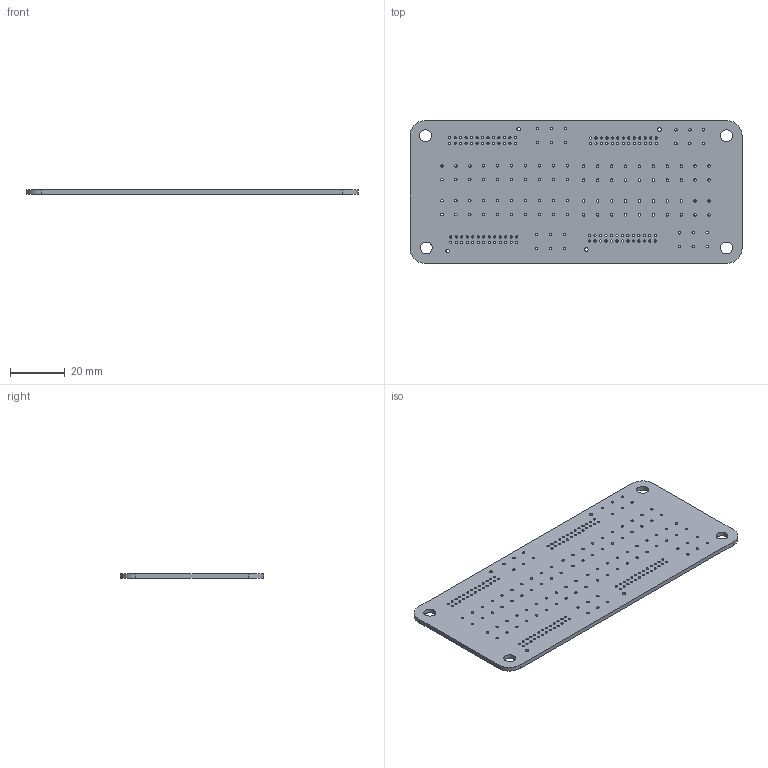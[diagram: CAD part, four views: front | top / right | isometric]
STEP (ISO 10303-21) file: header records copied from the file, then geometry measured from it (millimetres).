
FILE_DESCRIPTION(('KiCad electronic assembly'),'2;1');
FILE_NAME('CellTapFuses_V2.step','2025-02-06T16:27:49',('Pcbnew'),( 'Kicad'),'Open CASCADE STEP processor 7.7','KiCad to STEP converter' ,'Unknown');
FILE_SCHEMA(('AUTOMOTIVE_DESIGN { 1 0 10303 214 1 1 1 1 }'));
Length unit declared in the file: millimetre
Products named in the file (2): CellTapFuses_V2 1; CellTapFuses_V2_PCB
Assembly tree (1 placements, depth 2):
  CellTapFuses_V2 1
    CellTapFuses_V2_PCB
Bounding box: 121.1 x 52.2 x 1.6 mm (x, y, z)
Volume: 9782.1 mm3; surface area: 13762.2 mm2
Topology: 1 solids, 1 shells, 226 faces, 672 edges, 448 vertices
Faces by surface type: cylinder 220, plane 6
Full cylindrical faces by diameter (mm): 0.8 x104, 0.889 x104, 1.3 x4, 4.3 x4
Entity records: 8757 total; most frequent: DIRECTION 1568, CARTESIAN_POINT 1348, ORIENTED_EDGE 1344, EDGE_CURVE 672, AXIS2_PLACEMENT_3D 668, FACE_BOUND 658, EDGE_LOOP 658, VERTEX_POINT 448
